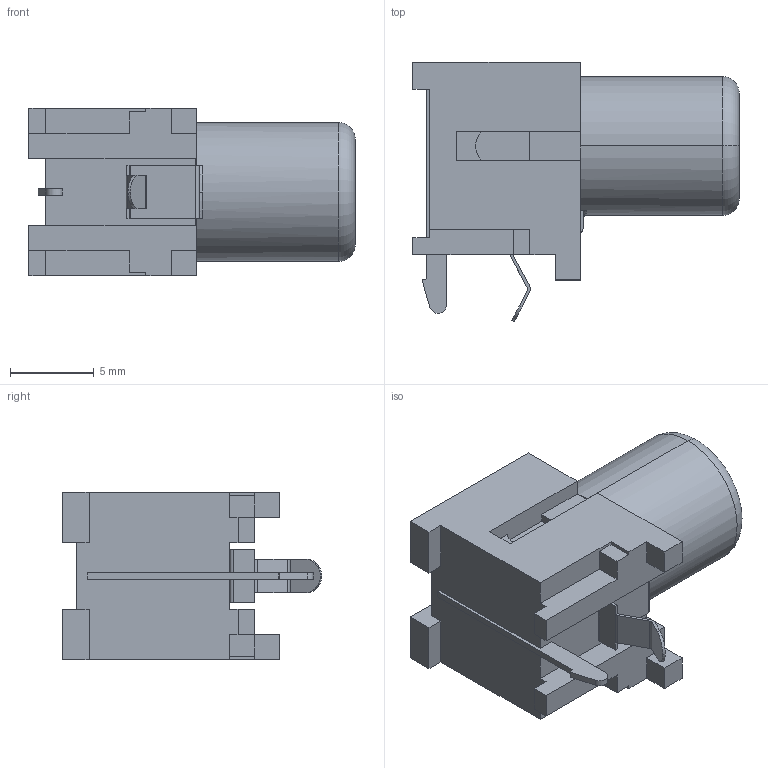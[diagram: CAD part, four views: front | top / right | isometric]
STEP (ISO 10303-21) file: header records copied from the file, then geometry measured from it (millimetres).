
FILE_DESCRIPTION (( 'STEP AP214' ), '1' );
FILE_NAME ('RCJ-042.STEP', '2023-08-02T04:16:54', ( '' ), ( '' ), 'SwSTEP 2.0', 'SolidWorks 2021', '' );
FILE_SCHEMA (( 'AUTOMOTIVE_DESIGN' ));
Length unit declared in the file: millimetre
Products named in the file (1): RCJ-042
Bounding box: 19.5 x 15.5 x 10 mm (x, y, z)
Volume: 1343.5 mm3; surface area: 1864.7 mm2
Topology: 4 solids, 4 shells, 122 faces, 341 edges, 224 vertices
Faces by surface type: plane 93, cylinder 25, torus 4
Entity records: 3976 total; most frequent: CARTESIAN_POINT 698, ORIENTED_EDGE 682, DIRECTION 657, EDGE_CURVE 341, LINE 267, VECTOR 267, VERTEX_POINT 224, AXIS2_PLACEMENT_3D 195
